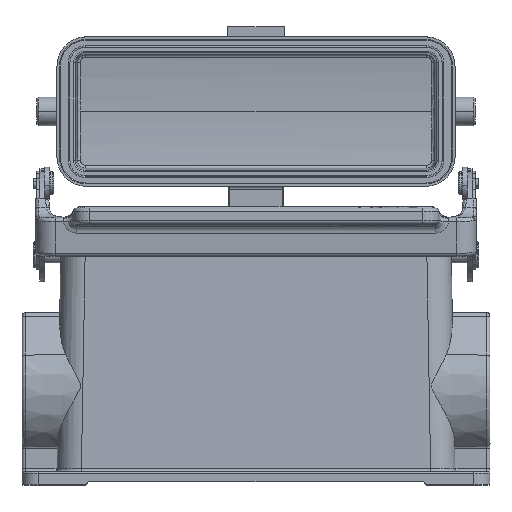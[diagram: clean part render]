
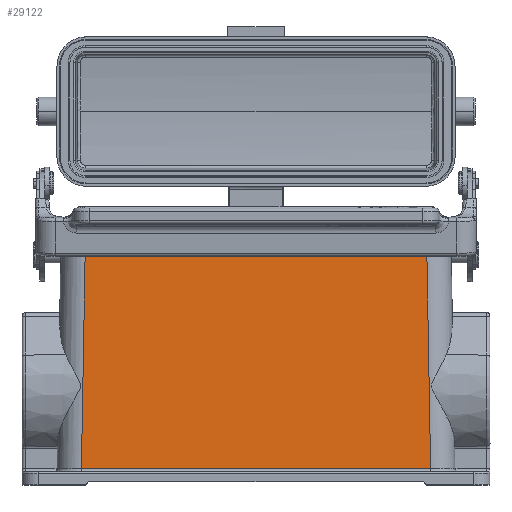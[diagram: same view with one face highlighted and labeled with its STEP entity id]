
A CAD part, top view. The second image highlights one B-rep face of the part: STEP entity #29122.
In plain terms, the highlighted planar face has unit normal (0, 0.018, 1).
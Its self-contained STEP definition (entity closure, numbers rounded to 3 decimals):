
#325=CARTESIAN_POINT('',(19.277,4.983,-5.278));
#331=DIRECTION('',(0.017,-1.,0.017));
#332=VECTOR('',#331,69.547);
#333=CARTESIAN_POINT('',(125.51,74.509,-6.491));
#334=LINE('',#333,#332);
#335=DIRECTION('',(0.017,1.,-0.017));
#336=VECTOR('',#335,69.547);
#337=CARTESIAN_POINT('',(19.277,4.983,-5.278));
#338=LINE('',#337,#336);
#3566=DIRECTION('',(-1.,0.,0.));
#3567=VECTOR('',#3566,105.019);
#3568=CARTESIAN_POINT('',(125.51,74.509,-6.491));
#3569=LINE('',#3568,#3567);
#3681=CARTESIAN_POINT('',(20.49,74.509,-6.491));
#4263=DIRECTION('',(1.,0.,0.));
#4264=VECTOR('',#4263,107.447);
#4265=CARTESIAN_POINT('',(19.277,4.983,-5.278));
#4266=LINE('',#4265,#4264);
#25489=VERTEX_POINT('',#325);
#25494=VERTEX_POINT('',#3681);
#25495=CARTESIAN_POINT('',(125.51,74.509,
-6.491));
#25496=CARTESIAN_POINT('',(126.723,4.983,
-5.278));
#25497=VERTEX_POINT('',#25495);
#25498=VERTEX_POINT('',#25496);
#29108=CARTESIAN_POINT('',(73.,39.746,
-5.885));
#29109=DIRECTION('',(0.,0.017,1.));
#29110=DIRECTION('',(0.,-1.,0.017));
#29111=AXIS2_PLACEMENT_3D('',#29108,#29109,#29110);
#29112=PLANE('',#29111);
#29114=ORIENTED_EDGE('',*,*,#29113,.T.);
#29116=ORIENTED_EDGE('',*,*,#29115,.F.);
#29117=ORIENTED_EDGE('',*,*,#29090,.T.);
#29119=ORIENTED_EDGE('',*,*,#29118,.F.);
#29120=EDGE_LOOP('',(#29114,#29116,#29117,#29119));
#29121=FACE_OUTER_BOUND('',#29120,.F.);
#29090=EDGE_CURVE('',#25489,#25494,#338,.T.);
#29113=EDGE_CURVE('',#25497,#25498,#334,.T.);
#29115=EDGE_CURVE('',#25489,#25498,#4266,.T.);
#29118=EDGE_CURVE('',#25497,#25494,#3569,.T.);
#29122=ADVANCED_FACE('',(#29121),#29112,.T.);
